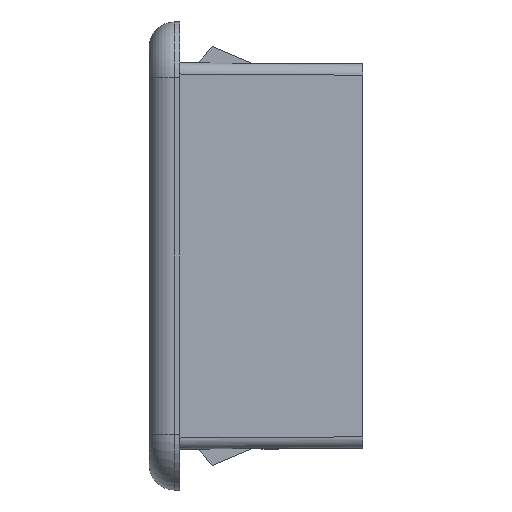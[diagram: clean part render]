
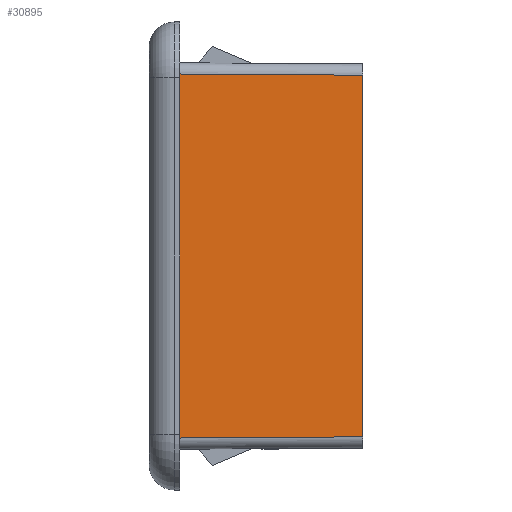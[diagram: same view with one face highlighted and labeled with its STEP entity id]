
A CAD part, left-side view. The second image highlights one B-rep face of the part: STEP entity #30895.
In plain terms, the highlighted planar face has unit normal (-1, -0.018, 0).
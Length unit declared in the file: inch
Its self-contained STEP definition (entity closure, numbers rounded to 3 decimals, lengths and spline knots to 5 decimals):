
#202=DIRECTION('',(0.,0.,1.));
#203=VECTOR('',#202,1.77723);
#204=CARTESIAN_POINT('',(-1.50179,-0.525,-0.88861));
#205=LINE('',#204,#203);
#1136=DIRECTION('',(0.,0.,1.));
#1137=VECTOR('',#1136,1.78901);
#1138=CARTESIAN_POINT('',(-1.5175,0.375,-0.89451));
#1139=LINE('',#1138,#1137);
#10858=DIRECTION('',(-0.017,1.,0.007));
#10859=VECTOR('',#10858,0.90016);
#10860=CARTESIAN_POINT('',(-1.50179,-0.525,0.88861));
#10861=LINE('',#10860,#10859);
#10882=DIRECTION('',(0.017,-1.,0.007));
#10883=VECTOR('',#10882,0.90016);
#10884=CARTESIAN_POINT('',(-1.5175,0.375,-0.89451));
#10885=LINE('',#10884,#10883);
#12149=CARTESIAN_POINT('',(-1.50179,-0.525,0.88861));
#12150=CARTESIAN_POINT('',(-1.5175,0.375,0.89451));
#12151=VERTEX_POINT('',#12149);
#12152=VERTEX_POINT('',#12150);
#12157=CARTESIAN_POINT('',(-1.5175,0.375,-0.89451));
#12158=CARTESIAN_POINT('',(-1.50179,-0.525,-0.88861));
#12159=VERTEX_POINT('',#12157);
#12160=VERTEX_POINT('',#12158);
#30883=CARTESIAN_POINT('',(-1.5175,0.375,-1.9735));
#30884=DIRECTION('',(1.,0.017,0.));
#30885=DIRECTION('',(0.,0.,1.));
#30886=AXIS2_PLACEMENT_3D('',#30883,#30884,#30885);
#30887=PLANE('',#30886);
#30888=ORIENTED_EDGE('',*,*,#30875,.F.);
#30889=ORIENTED_EDGE('',*,*,#15699,.F.);
#30891=ORIENTED_EDGE('',*,*,#30890,.F.);
#30892=ORIENTED_EDGE('',*,*,#17193,.T.);
#30893=EDGE_LOOP('',(#30888,#30889,#30891,#30892));
#30894=FACE_OUTER_BOUND('',#30893,.F.);
#15699=EDGE_CURVE('',#12160,#12151,#205,.T.);
#17193=EDGE_CURVE('',#12159,#12152,#1139,.T.);
#30875=EDGE_CURVE('',#12151,#12152,#10861,.T.);
#30890=EDGE_CURVE('',#12159,#12160,#10885,.T.);
#30895=ADVANCED_FACE('',(#30894),#30887,.F.);
